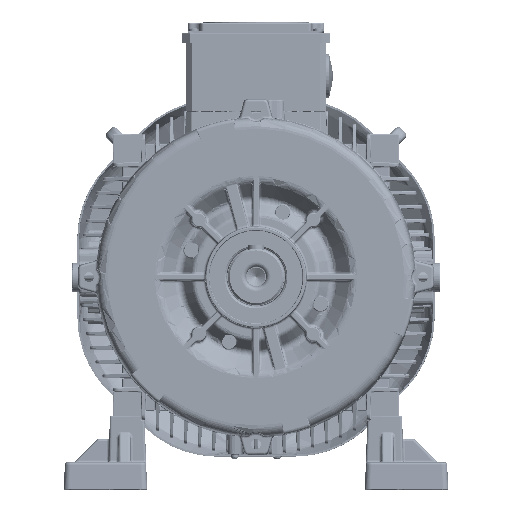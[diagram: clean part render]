
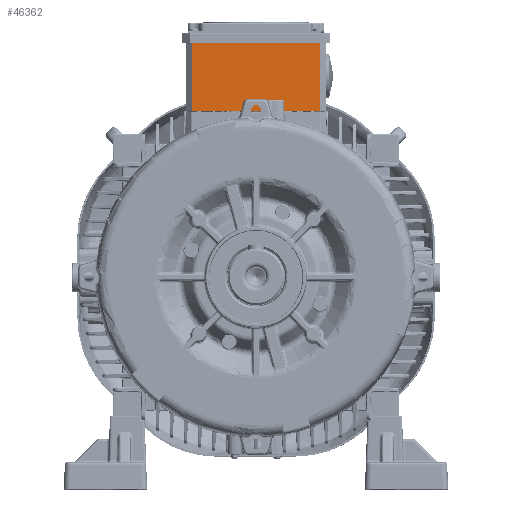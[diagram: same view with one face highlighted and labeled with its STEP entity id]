
A CAD part, top view. The second image highlights one B-rep face of the part: STEP entity #46362.
In plain terms, the highlighted planar face has unit normal (0, 0, 1).
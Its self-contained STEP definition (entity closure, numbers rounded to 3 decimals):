
#10732=PLANE('',#166417);
#29735=LINE('',#306372,#38453);
#29737=LINE('',#306376,#38455);
#29738=LINE('',#306378,#38456);
#29739=LINE('',#306380,#38457);
#38453=VECTOR('',#200961,1.);
#38455=VECTOR('',#200965,1.);
#38456=VECTOR('',#200966,1.);
#38457=VECTOR('',#200967,1.);
#46362=ADVANCED_FACE('',(#55741),#10732,.T.);
#55741=FACE_OUTER_BOUND('',#64366,.T.);
#64366=EDGE_LOOP('',(#103161,#103162,#103163,#103164));
#103161=ORIENTED_EDGE('',*,*,#143391,.T.);
#103162=ORIENTED_EDGE('',*,*,#143393,.T.);
#103163=ORIENTED_EDGE('',*,*,#143394,.F.);
#103164=ORIENTED_EDGE('',*,*,#143395,.T.);
#119375=VERTEX_POINT('',#306371);
#119376=VERTEX_POINT('',#306373);
#119377=VERTEX_POINT('',#306377);
#119378=VERTEX_POINT('',#306379);
#143391=EDGE_CURVE('',#119376,#119375,#29735,.T.);
#143393=EDGE_CURVE('',#119375,#119377,#29737,.T.);
#143394=EDGE_CURVE('',#119378,#119377,#29738,.T.);
#143395=EDGE_CURVE('',#119378,#119376,#29739,.T.);
#166417=AXIS2_PLACEMENT_3D('',#306381,#200968,#200969);
#200961=DIRECTION('',(0.,1.,0.));
#200965=DIRECTION('',(-1.,0.,0.));
#200966=DIRECTION('',(0.,1.,0.));
#200967=DIRECTION('',(1.,0.,0.));
#200968=DIRECTION('',(0.,0.,1.));
#200969=DIRECTION('',(1.,0.,0.));
#306371=CARTESIAN_POINT('',(55.,199.75,-68.));
#306372=CARTESIAN_POINT('',(55.,143.75,-68.));
#306373=CARTESIAN_POINT('',(55.,141.75,-68.));
#306376=CARTESIAN_POINT('',(55.,199.75,-68.));
#306377=CARTESIAN_POINT('',(-55.,199.75,-68.));
#306378=CARTESIAN_POINT('',(-55.,143.75,-68.));
#306379=CARTESIAN_POINT('',(-55.,141.75,-68.));
#306380=CARTESIAN_POINT('',(55.,141.75,-68.));
#306381=CARTESIAN_POINT('',(-55.,143.75,-68.));
